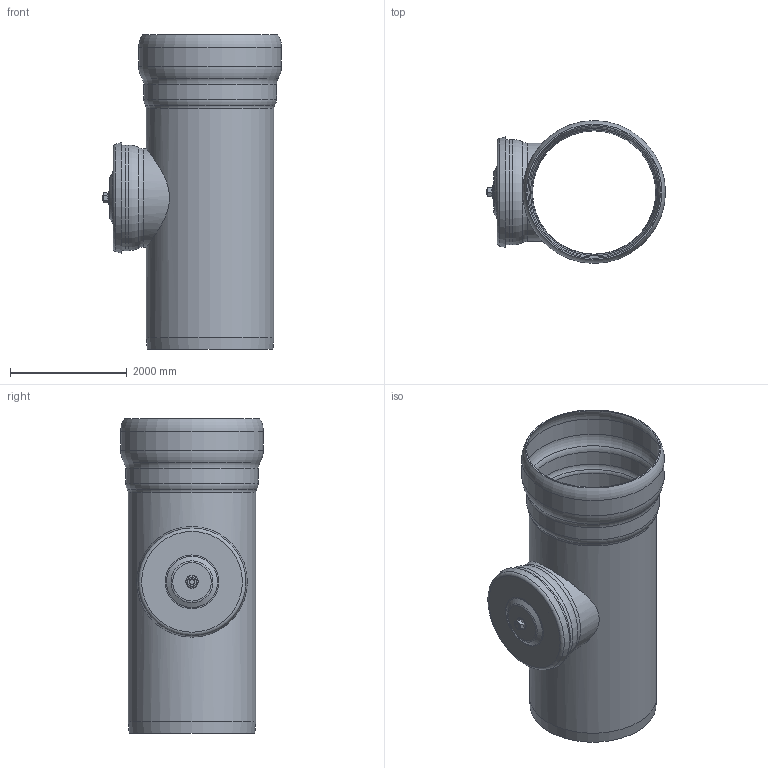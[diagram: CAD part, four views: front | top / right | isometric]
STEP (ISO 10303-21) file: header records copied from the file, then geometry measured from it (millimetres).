
FILE_DESCRIPTION(/* description */ (''),/* implementation_level */ '2;1');
FILE_NAME(/* name */ '5.550.200C_3D.stp',/* time_stamp */ '2024-12-11T11:54:40+01:00',/* author */ ('CAD'),/* organization */ (''),/* preprocessor_version */ 'ST-DEVELOPER v20',/* originating_system */ 'AutoCAD Mechanical',/* authorisation */ '');
FILE_SCHEMA (('AUTOMOTIVE_DESIGN { 1 0 10303 214 3 1 1 }'));
Length unit declared in the file: centimetre
Products named in the file (1): Product
Bounding box: 3071.23 x 2450 x 5400 mm (x, y, z)
Volume: 995504262.6 mm3; surface area: 94778100.4 mm2
Topology: 8 solids, 8 shells, 99 faces, 215 edges, 137 vertices
Faces by surface type: torus 30, plane 26, cone 26, cylinder 17
Full cylindrical faces by diameter (mm): 83.76 x1, 100 x1, 180 x1, 1500 x1, 1650 x2, 1690 x2, 1770 x1, 1810 x1, 2150 x1, 2190 x1, 2240 x1, 2280 x1, 2410 x1, 2450 x1
Entity records: 3375 total; most frequent: CARTESIAN_POINT 1067, DIRECTION 534, ORIENTED_EDGE 430, AXIS2_PLACEMENT_3D 246, EDGE_CURVE 215, CIRCLE 146, VERTEX_POINT 139, EDGE_LOOP 116
